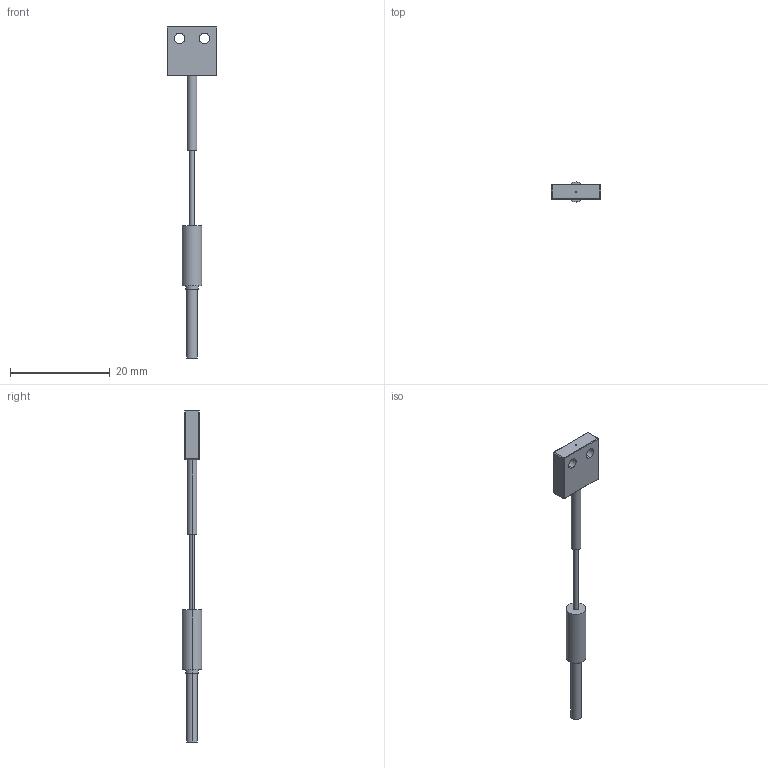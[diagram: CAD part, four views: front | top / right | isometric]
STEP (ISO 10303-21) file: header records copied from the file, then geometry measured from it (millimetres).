
FILE_DESCRIPTION (( 'STEP AP214' ), '1' );
FILE_NAME ('FOACAMPTF51UA_3D.step', '2023-07-19T00:46:06', ( '' ), ( '' ), 'SwSTEP 2.0', 'SolidWorks 2022', '' );
FILE_SCHEMA (( 'AUTOMOTIVE_DESIGN' ));
Length unit declared in the file: millimetre
Products named in the file (1): FOACAMPTF51UA_3D
Bounding box: 10 x 4 x 66.6 mm (x, y, z)
Volume: 524.1 mm3; surface area: 873.5 mm2
Topology: 1 solids, 1 shells, 62 faces, 132 edges, 80 vertices
Faces by surface type: cylinder 34, plane 14, torus 8, cone 6
Entity records: 1924 total; most frequent: DIRECTION 338, CARTESIAN_POINT 275, ORIENTED_EDGE 264, AXIS2_PLACEMENT_3D 143, EDGE_CURVE 132, VERTEX_POINT 80, CIRCLE 80, EDGE_LOOP 74
